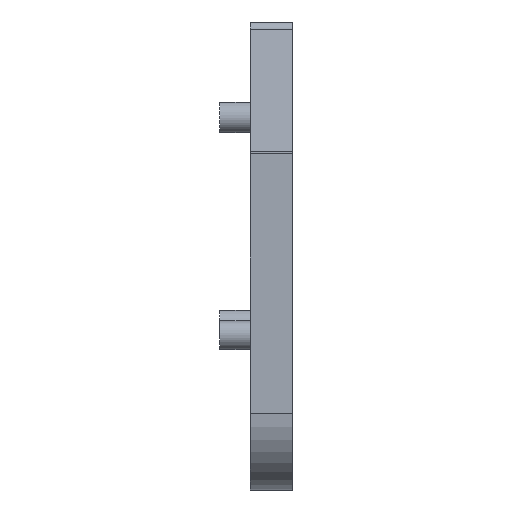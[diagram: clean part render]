
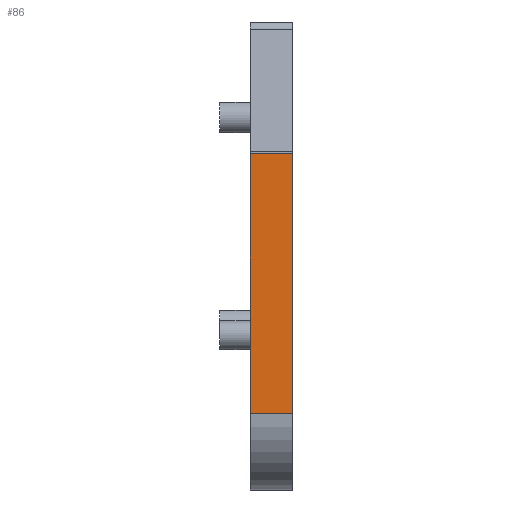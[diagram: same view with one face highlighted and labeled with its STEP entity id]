
A CAD part, front view. The second image highlights one B-rep face of the part: STEP entity #86.
In plain terms, the highlighted planar face has unit normal (0, -1, 0).
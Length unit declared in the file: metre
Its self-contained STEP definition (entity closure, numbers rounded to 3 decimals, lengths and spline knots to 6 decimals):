
#86 = ADVANCED_FACE( '', ( #204 ), #205, .T. );
#204 = FACE_OUTER_BOUND( '', #349, .T. );
#205 = PLANE( '', #350 );
#349 = EDGE_LOOP( '', ( #544, #545, #546, #547 ) );
#350 = AXIS2_PLACEMENT_3D( '', #548, #549, #550 );
#544 = ORIENTED_EDGE( '', *, *, #891, .F. );
#545 = ORIENTED_EDGE( '', *, *, #892, .F. );
#546 = ORIENTED_EDGE( '', *, *, #856, .T. );
#547 = ORIENTED_EDGE( '', *, *, #893, .T. );
#548 = CARTESIAN_POINT( '', ( -0.0022, -0.0223, 0.00751 ) );
#549 = DIRECTION( '', ( 0., -1., 0. ) );
#550 = DIRECTION( '', ( 0., 0., -1. ) );
#856 = EDGE_CURVE( '', #1019, #1017, #1020, .T. );
#891 = EDGE_CURVE( '', #1076, #1077, #1078, .T. );
#892 = EDGE_CURVE( '', #1019, #1076, #1079, .T. );
#893 = EDGE_CURVE( '', #1017, #1077, #1080, .T. );
#1017 = VERTEX_POINT( '', #1241 );
#1019 = VERTEX_POINT( '', #1243 );
#1020 = LINE( '', #1244, #1245 );
#1076 = VERTEX_POINT( '', #1321 );
#1077 = VERTEX_POINT( '', #1322 );
#1078 = LINE( '', #1323, #1324 );
#1079 = LINE( '', #1325, #1326 );
#1080 = LINE( '', #1327, #1328 );
#1241 = CARTESIAN_POINT( '', ( -0.0022, -0.0223, -0.0061 ) );
#1243 = CARTESIAN_POINT( '', ( -0.0022, -0.0223, 0.00751 ) );
#1244 = CARTESIAN_POINT( '', ( -0.0022, -0.0223, 0.00751 ) );
#1245 = VECTOR( '', #1517, 1. );
#1321 = CARTESIAN_POINT( '', ( 0., -0.0223, 0.00751 ) );
#1322 = CARTESIAN_POINT( '', ( 0., -0.0223, -0.0061 ) );
#1323 = CARTESIAN_POINT( '', ( 0., -0.0223, 0.00751 ) );
#1324 = VECTOR( '', #1559, 1. );
#1325 = CARTESIAN_POINT( '', ( -0.0022, -0.0223, 0.00751 ) );
#1326 = VECTOR( '', #1560, 1. );
#1327 = CARTESIAN_POINT( '', ( -0.0022, -0.0223, -0.0061 ) );
#1328 = VECTOR( '', #1561, 1. );
#1517 = DIRECTION( '', ( 0., 0., -1. ) );
#1559 = DIRECTION( '', ( 0., 0., -1. ) );
#1560 = DIRECTION( '', ( 1., 0., 0. ) );
#1561 = DIRECTION( '', ( 1., 0., 0. ) );
